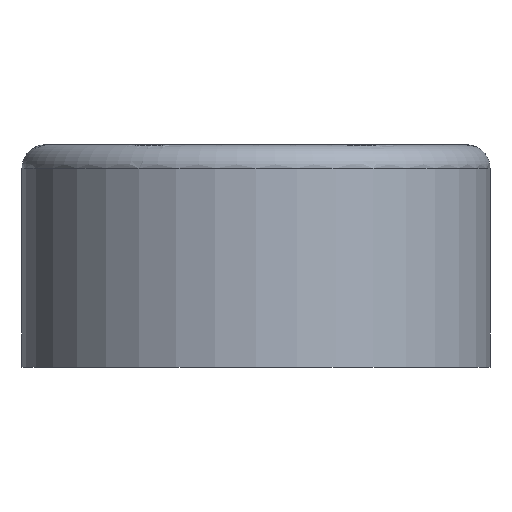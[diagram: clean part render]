
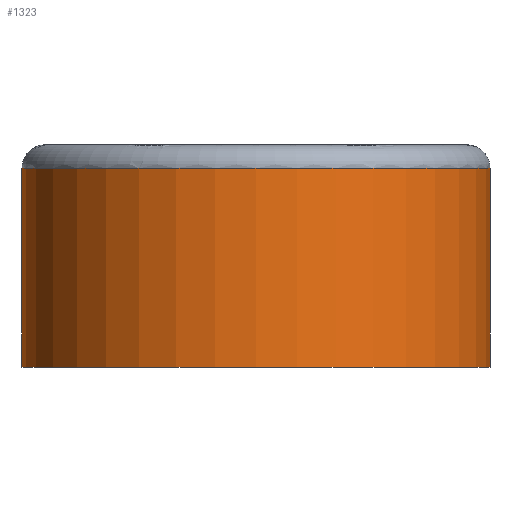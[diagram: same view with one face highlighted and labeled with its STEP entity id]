
A CAD part, front view. The second image highlights one B-rep face of the part: STEP entity #1323.
In plain terms, the highlighted cylindrical face has radius 20 mm (diameter 40 mm), a partial arc.
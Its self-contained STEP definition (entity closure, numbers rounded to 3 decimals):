
#24 = CARTESIAN_POINT ( 'NONE',  ( 20., 0., 17. ) ) ;
#40 = AXIS2_PLACEMENT_3D ( 'NONE', #174, #767, #779 ) ;
#59 = DIRECTION ( 'NONE',  ( 0., 0., -1. ) ) ;
#170 = DIRECTION ( 'NONE',  ( 0., 0., -1. ) ) ;
#174 = CARTESIAN_POINT ( 'NONE',  ( 0., 0., 0. ) ) ;
#186 = VECTOR ( 'NONE', #170, 1000. ) ;
#290 = LINE ( 'NONE', #472, #186 ) ;
#340 = CIRCLE ( 'NONE', #40, 20. ) ;
#383 = EDGE_LOOP ( 'NONE', ( #1195, #1804, #574, #1871 ) ) ;
#462 = AXIS2_PLACEMENT_3D ( 'NONE', #913, #1495, #1397 ) ;
#472 = CARTESIAN_POINT ( 'NONE',  ( 20., 0., 15. ) ) ;
#574 = ORIENTED_EDGE ( 'NONE', *, *, #1315, .T. ) ;
#592 = CARTESIAN_POINT ( 'NONE',  ( -20., 0., 0. ) ) ;
#649 = CYLINDRICAL_SURFACE ( 'NONE', #1020, 20. ) ;
#767 = DIRECTION ( 'NONE',  ( 0., 0., 1. ) ) ;
#779 = DIRECTION ( 'NONE',  ( 1., 0., 0. ) ) ;
#792 = CARTESIAN_POINT ( 'NONE',  ( -20., 0., 15. ) ) ;
#864 = CIRCLE ( 'NONE', #462, 20. ) ;
#913 = CARTESIAN_POINT ( 'NONE',  ( 0., 0., 17. ) ) ;
#920 = FACE_OUTER_BOUND ( 'NONE', #383, .T. ) ;
#959 = VECTOR ( 'NONE', #59, 1000. ) ;
#1020 = AXIS2_PLACEMENT_3D ( 'NONE', #1225, #1818, #1562 ) ;
#1171 = VERTEX_POINT ( 'NONE', #592 ) ;
#1194 = LINE ( 'NONE', #792, #959 ) ;
#1195 = ORIENTED_EDGE ( 'NONE', *, *, #1868, .F. ) ;
#1225 = CARTESIAN_POINT ( 'NONE',  ( 0., 0., 15. ) ) ;
#1305 = EDGE_CURVE ( 'NONE', #1511, #1679, #864, .T. ) ;
#1315 = EDGE_CURVE ( 'NONE', #1679, #1171, #1194, .T. ) ;
#1323 = ADVANCED_FACE ( 'NONE', ( #920 ), #649, .T. ) ;
#1397 = DIRECTION ( 'NONE',  ( 1., 0., 0. ) ) ;
#1493 = CARTESIAN_POINT ( 'NONE',  ( -20., 0., 17. ) ) ;
#1495 = DIRECTION ( 'NONE',  ( 0., 0., -1. ) ) ;
#1511 = VERTEX_POINT ( 'NONE', #24 ) ;
#1562 = DIRECTION ( 'NONE',  ( -1., 0., 0. ) ) ;
#1679 = VERTEX_POINT ( 'NONE', #1493 ) ;
#1686 = EDGE_CURVE ( 'NONE', #1171, #1865, #340, .T. ) ;
#1793 = CARTESIAN_POINT ( 'NONE',  ( 20., 0., 0. ) ) ;
#1804 = ORIENTED_EDGE ( 'NONE', *, *, #1305, .T. ) ;
#1818 = DIRECTION ( 'NONE',  ( 0., 0., -1. ) ) ;
#1865 = VERTEX_POINT ( 'NONE', #1793 ) ;
#1868 = EDGE_CURVE ( 'NONE', #1511, #1865, #290, .T. ) ;
#1871 = ORIENTED_EDGE ( 'NONE', *, *, #1686, .T. ) ;
